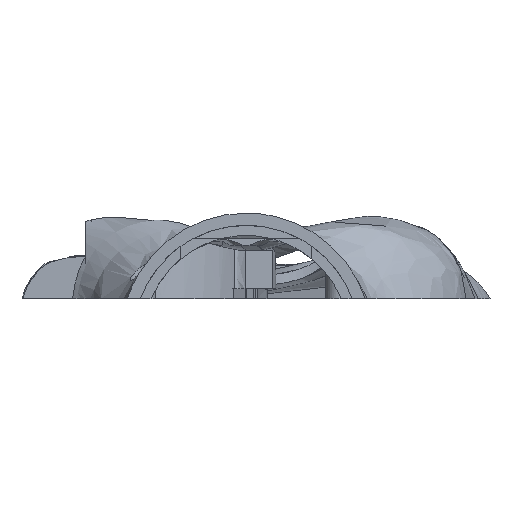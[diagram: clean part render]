
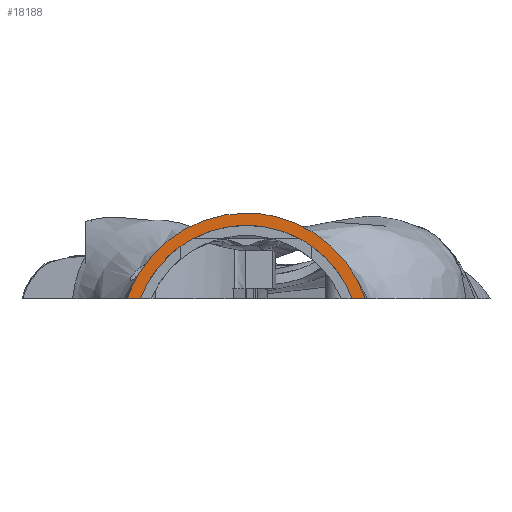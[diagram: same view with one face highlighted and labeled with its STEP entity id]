
A CAD part, front view. The second image highlights one B-rep face of the part: STEP entity #18188.
In plain terms, the highlighted planar face has unit normal (0, -1, 0).
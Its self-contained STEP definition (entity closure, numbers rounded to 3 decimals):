
#230 = CARTESIAN_POINT ( 'NONE',  ( -21.111, 0., 7.926 ) ) ;
#1346 = VERTEX_POINT ( 'NONE', #3269 ) ;
#1758 = CARTESIAN_POINT ( 'NONE',  ( 19.362, 0., 15.868 ) ) ;
#1871 = CARTESIAN_POINT ( 'NONE',  ( 6.43, 0., 24.168 ) ) ;
#2071 = CARTESIAN_POINT ( 'NONE',  ( -5.167, 0., 24.469 ) ) ;
#2188 = CARTESIAN_POINT ( 'NONE',  ( -18.046, 0., 17.314 ) ) ;
#2246 = LINE ( 'NONE', #3507, #23229 ) ;
#2598 = PLANE ( 'NONE',  #5730 ) ;
#3269 = CARTESIAN_POINT ( 'NONE',  ( 21.111, 0., 7.926 ) ) ;
#3507 = CARTESIAN_POINT ( 'NONE',  ( 0., 0., 7.926 ) ) ;
#4494 = CARTESIAN_POINT ( 'NONE',  ( 16.661, 0., 18.685 ) ) ;
#4613 = CARTESIAN_POINT ( 'NONE',  ( 4.527, 0., 24.595 ) ) ;
#4823 = CARTESIAN_POINT ( 'NONE',  ( -7.056, 0., 23.993 ) ) ;
#4936 = CARTESIAN_POINT ( 'NONE',  ( -19.34, 0., 15.855 ) ) ;
#5730 = AXIS2_PLACEMENT_3D ( 'NONE', #13610, #32771, #16340 ) ;
#6001 = LINE ( 'NONE', #31205, #13275 ) ;
#6509 = EDGE_CURVE ( 'NONE', #8422, #1346, #8105, .T. ) ;
#7147 = CARTESIAN_POINT ( 'NONE',  ( 23.504, 0., 8.543 ) ) ;
#7273 = CARTESIAN_POINT ( 'NONE',  ( 14.081, 0., 20.668 ) ) ;
#7392 = CARTESIAN_POINT ( 'NONE',  ( 1.304, 0., 25. ) ) ;
#7596 = CARTESIAN_POINT ( 'NONE',  ( -8.906, 0., 23.369 ) ) ;
#7710 = CARTESIAN_POINT ( 'NONE',  ( -20.517, 0., 14.299 ) ) ;
#8105 = CIRCLE ( 'NONE', #8406, 22.55 ) ;
#8406 = AXIS2_PLACEMENT_3D ( 'NONE', #8854, #27989, #11605 ) ;
#8422 = VERTEX_POINT ( 'NONE', #230 ) ;
#8854 = CARTESIAN_POINT ( 'NONE',  ( 0., 0., 0. ) ) ;
#9896 = CARTESIAN_POINT ( 'NONE',  ( 23.71, 0., 7.926 ) ) ;
#10014 = CARTESIAN_POINT ( 'NONE',  ( 12.428, 0., 21.702 ) ) ;
#10219 = CARTESIAN_POINT ( 'NONE',  ( -1.304, 0., 25. ) ) ;
#10341 = CARTESIAN_POINT ( 'NONE',  ( -10.699, 0., 22.605 ) ) ;
#10457 = CARTESIAN_POINT ( 'NONE',  ( -21.569, 0., 12.658 ) ) ;
#11605 = DIRECTION ( 'NONE',  ( 0., 0., -1. ) ) ;
#11932 = VERTEX_POINT ( 'NONE', #30503 ) ;
#12060 = DIRECTION ( 'NONE',  ( -1., 0., 0. ) ) ;
#12460 = EDGE_CURVE ( 'NONE', #23063, #34254, #13013, .T. ) ;
#12647 = CARTESIAN_POINT ( 'NONE',  ( 22.49, 0., 10.937 ) ) ;
#12764 = CARTESIAN_POINT ( 'NONE',  ( 10.698, 0., 22.605 ) ) ;
#12838 = ORIENTED_EDGE ( 'NONE', *, *, #6509, .T. ) ;
#13013 = B_SPLINE_CURVE_WITH_KNOTS ( 'NONE', 3,
 ( #9896, #7147, #26277, #29037, #12647, #31793, #15379, #34565, #18130, #1758, #20873, #4494, #23633, #7273, #26395, #10014, #29157, #12764, #31906, #15492, #34684, #18245, #1871, #20994, #4613, #23755, #7392, #26508 ),
 .UNSPECIFIED., .F., .F.,
 ( 4, 2, 2, 2, 2, 2, 2, 2, 2, 2, 2, 2, 2, 4 ),
 ( 0.104, 0.16, 0.216, 0.272, 0.328, 0.44, 0.552, 0.608, 0.664, 0.72, 0.776, 0.832, 0.888, 1. ),
 .UNSPECIFIED. ) ;
#13090 = CARTESIAN_POINT ( 'NONE',  ( -12.428, 0., 21.702 ) ) ;
#13205 = CARTESIAN_POINT ( 'NONE',  ( -22.49, 0., 10.937 ) ) ;
#13251 = ORIENTED_EDGE ( 'NONE', *, *, #33196, .F. ) ;
#13275 = VECTOR ( 'NONE', #12060, 1000. ) ;
#13520 = EDGE_CURVE ( 'NONE', #34254, #11932, #15823, .T. ) ;
#13610 = CARTESIAN_POINT ( 'NONE',  ( 0., 0., 0. ) ) ;
#14520 = EDGE_LOOP ( 'NONE', ( #26887, #21910, #24758, #12838, #13251 ) ) ;
#15379 = CARTESIAN_POINT ( 'NONE',  ( 21.569, 0., 12.658 ) ) ;
#15492 = CARTESIAN_POINT ( 'NONE',  ( 8.906, 0., 23.369 ) ) ;
#15819 = CARTESIAN_POINT ( 'NONE',  ( -14.082, 0., 20.667 ) ) ;
#15823 = B_SPLINE_CURVE_WITH_KNOTS ( 'NONE', 3,
 ( #26599, #10219, #34892, #18452, #2071, #21192, #4823, #23963, #7596, #26712, #10341, #29481, #13090, #32236, #15819, #35014, #18572, #2188, #21318, #4936, #24076, #7710, #26828, #10457, #29600, #13205, #32353, #15936, #35134, #18685 ),
 .UNSPECIFIED., .F., .F.,
 ( 4, 2, 2, 2, 2, 2, 2, 2, 2, 2, 2, 2, 2, 2, 4 ),
 ( 0., 0.112, 0.168, 0.224, 0.28, 0.336, 0.392, 0.448, 0.56, 0.616, 0.672, 0.728, 0.784, 0.84, 0.896 ),
 .UNSPECIFIED. ) ;
#15936 = CARTESIAN_POINT ( 'NONE',  ( -23.273, 0., 9.153 ) ) ;
#16340 = DIRECTION ( 'NONE',  ( 0., 0., 1. ) ) ;
#16697 = FACE_OUTER_BOUND ( 'NONE', #14520, .T. ) ;
#17293 = CARTESIAN_POINT ( 'NONE',  ( 0., 0., 25. ) ) ;
#18130 = CARTESIAN_POINT ( 'NONE',  ( 20.517, 0., 14.3 ) ) ;
#18188 = ADVANCED_FACE ( 'NONE', ( #16697 ), #2598, .F. ) ;
#18245 = CARTESIAN_POINT ( 'NONE',  ( 7.055, 0., 23.993 ) ) ;
#18411 = EDGE_CURVE ( 'NONE', #8422, #11932, #6001, .T. ) ;
#18452 = CARTESIAN_POINT ( 'NONE',  ( -4.527, 0., 24.595 ) ) ;
#18572 = CARTESIAN_POINT ( 'NONE',  ( -16.661, 0., 18.684 ) ) ;
#18685 = CARTESIAN_POINT ( 'NONE',  ( -23.71, 0., 7.926 ) ) ;
#20873 = CARTESIAN_POINT ( 'NONE',  ( 18.507, 0., 16.858 ) ) ;
#20994 = CARTESIAN_POINT ( 'NONE',  ( 5.166, 0., 24.469 ) ) ;
#21192 = CARTESIAN_POINT ( 'NONE',  ( -6.43, 0., 24.168 ) ) ;
#21318 = CARTESIAN_POINT ( 'NONE',  ( -18.489, 0., 16.84 ) ) ;
#21910 = ORIENTED_EDGE ( 'NONE', *, *, #13520, .T. ) ;
#23063 = VERTEX_POINT ( 'NONE', #31072 ) ;
#23229 = VECTOR ( 'NONE', #31036, 1000. ) ;
#23633 = CARTESIAN_POINT ( 'NONE',  ( 15.662, 0., 19.529 ) ) ;
#23755 = CARTESIAN_POINT ( 'NONE',  ( 2.598, 0., 24.899 ) ) ;
#23963 = CARTESIAN_POINT ( 'NONE',  ( -8.293, 0., 23.593 ) ) ;
#24076 = CARTESIAN_POINT ( 'NONE',  ( -19.747, 0., 15.345 ) ) ;
#24758 = ORIENTED_EDGE ( 'NONE', *, *, #18411, .F. ) ;
#26277 = CARTESIAN_POINT ( 'NONE',  ( 23.273, 0., 9.153 ) ) ;
#26395 = CARTESIAN_POINT ( 'NONE',  ( 13.54, 0., 21.026 ) ) ;
#26508 = CARTESIAN_POINT ( 'NONE',  ( 0., 0., 25. ) ) ;
#26599 = CARTESIAN_POINT ( 'NONE',  ( 0., 0., 25. ) ) ;
#26712 = CARTESIAN_POINT ( 'NONE',  ( -10.108, 0., 22.875 ) ) ;
#26828 = CARTESIAN_POINT ( 'NONE',  ( -20.882, 0., 13.762 ) ) ;
#26887 = ORIENTED_EDGE ( 'NONE', *, *, #12460, .T. ) ;
#27989 = DIRECTION ( 'NONE',  ( 0., 1., 0. ) ) ;
#29037 = CARTESIAN_POINT ( 'NONE',  ( 22.766, 0., 10.35 ) ) ;
#29157 = CARTESIAN_POINT ( 'NONE',  ( 11.858, 0., 22.019 ) ) ;
#29481 = CARTESIAN_POINT ( 'NONE',  ( -11.858, 0., 22.018 ) ) ;
#29600 = CARTESIAN_POINT ( 'NONE',  ( -21.892, 0., 12.09 ) ) ;
#30503 = CARTESIAN_POINT ( 'NONE',  ( -23.71, 0., 7.926 ) ) ;
#31036 = DIRECTION ( 'NONE',  ( -1., 0., 0. ) ) ;
#31072 = CARTESIAN_POINT ( 'NONE',  ( 23.71, 0., 7.926 ) ) ;
#31205 = CARTESIAN_POINT ( 'NONE',  ( 0., 0., 7.926 ) ) ;
#31793 = CARTESIAN_POINT ( 'NONE',  ( 21.892, 0., 12.091 ) ) ;
#31906 = CARTESIAN_POINT ( 'NONE',  ( 10.108, 0., 22.875 ) ) ;
#32236 = CARTESIAN_POINT ( 'NONE',  ( -13.54, 0., 21.026 ) ) ;
#32353 = CARTESIAN_POINT ( 'NONE',  ( -22.767, 0., 10.349 ) ) ;
#32771 = DIRECTION ( 'NONE',  ( 0., 1., 0. ) ) ;
#33196 = EDGE_CURVE ( 'NONE', #23063, #1346, #2246, .T. ) ;
#34254 = VERTEX_POINT ( 'NONE', #17293 ) ;
#34565 = CARTESIAN_POINT ( 'NONE',  ( 20.881, 0., 13.762 ) ) ;
#34684 = CARTESIAN_POINT ( 'NONE',  ( 8.293, 0., 23.594 ) ) ;
#34892 = CARTESIAN_POINT ( 'NONE',  ( -2.599, 0., 24.899 ) ) ;
#35014 = CARTESIAN_POINT ( 'NONE',  ( -15.663, 0., 19.529 ) ) ;
#35134 = CARTESIAN_POINT ( 'NONE',  ( -23.504, 0., 8.543 ) ) ;
